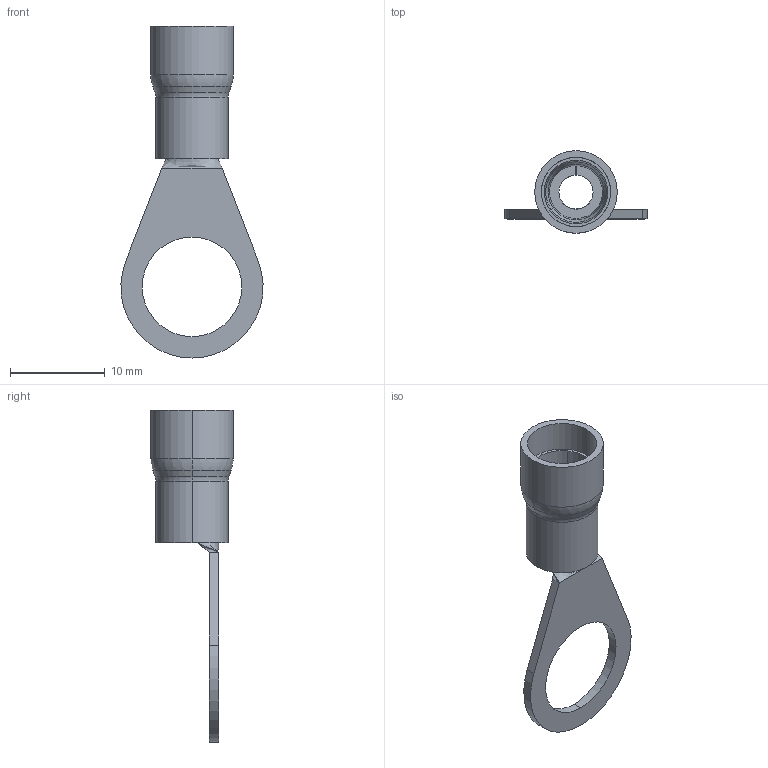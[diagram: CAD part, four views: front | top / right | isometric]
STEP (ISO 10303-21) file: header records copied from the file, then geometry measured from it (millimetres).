
FILE_DESCRIPTION (( 'STEP AP203' ), '1' );
FILE_NAME ('90343.STEP', '2024-08-30T12:23:17', ( '' ), ( '' ), 'SwSTEP 2.0', 'SolidWorks 2022', '' );
FILE_SCHEMA (( 'CONFIG_CONTROL_DESIGN' ));
Length unit declared in the file: millimetre
Products named in the file (4): bussola 6; tubetto giallo; 90343; S90343
Assembly tree (3 placements, depth 2):
  90343
    S90343
    bussola 6
    tubetto giallo
Bounding box: 14.98 x 8.7 x 35 mm (x, y, z)
Volume: 532.1 mm3; surface area: 1724.9 mm2
Topology: 3 solids, 3 shells, 67 faces, 143 edges, 82 vertices
Faces by surface type: cylinder 26, torus 16, plane 13, cone 8, bspline 4
Entity records: 2371 total; most frequent: CARTESIAN_POINT 482, DIRECTION 349, ORIENTED_EDGE 286, AXIS2_PLACEMENT_3D 149, EDGE_CURVE 143, VERTEX_POINT 82, CIRCLE 80, EDGE_LOOP 73
